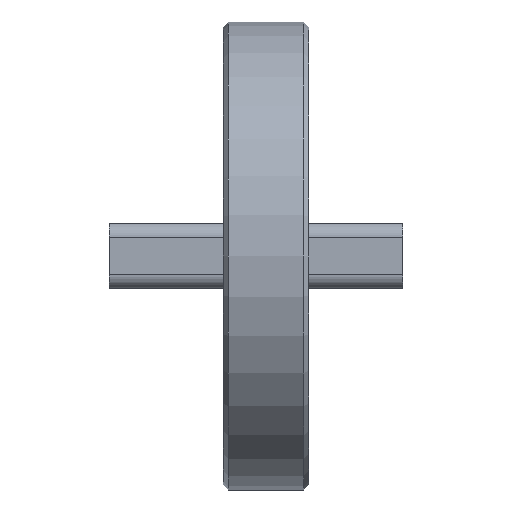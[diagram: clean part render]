
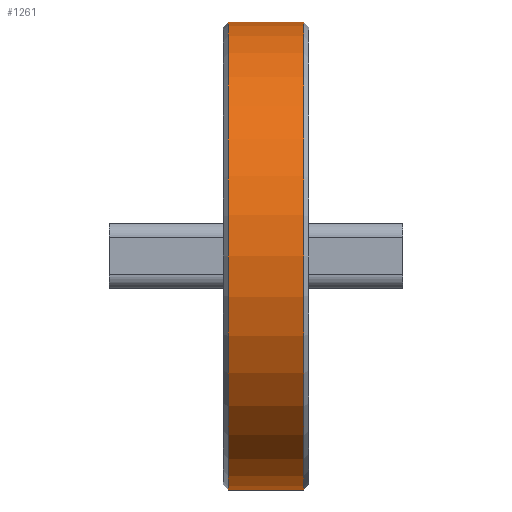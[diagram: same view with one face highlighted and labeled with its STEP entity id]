
A CAD part, left-side view. The second image highlights one B-rep face of the part: STEP entity #1261.
In plain terms, the highlighted cylindrical face has radius 34.925 mm (diameter 69.85 mm), a partial arc.
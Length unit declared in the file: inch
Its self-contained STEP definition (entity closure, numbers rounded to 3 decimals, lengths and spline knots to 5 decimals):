
#37 = VECTOR ( 'NONE', #3492, 39.37008 ) ;
#42 = LINE ( 'NONE', #3616, #37 ) ;
#165 = CIRCLE ( 'NONE', #782, 1.375 ) ;
#186 = CIRCLE ( 'NONE', #797, 1.375 ) ;
#363 = ORIENTED_EDGE ( 'NONE', *, *, #1921, .T. ) ;
#383 = ORIENTED_EDGE ( 'NONE', *, *, #1905, .T. ) ;
#466 = CARTESIAN_POINT ( 'NONE',  ( 0., 0.296, 1.375 ) ) ;
#604 = EDGE_LOOP ( 'NONE', ( #3472, #383, #363, #1277 ) ) ;
#635 = VERTEX_POINT ( 'NONE', #2988 ) ;
#690 = CYLINDRICAL_SURFACE ( 'NONE', #1704, 1.375 ) ;
#715 = FACE_OUTER_BOUND ( 'NONE', #604, .T. ) ;
#782 = AXIS2_PLACEMENT_3D ( 'NONE', #1285, #1126, #1053 ) ;
#797 = AXIS2_PLACEMENT_3D ( 'NONE', #1032, #1115, #965 ) ;
#857 = CARTESIAN_POINT ( 'NONE',  ( 0., -0.176, 0. ) ) ;
#870 = DIRECTION ( 'NONE',  ( 0., 1., 0. ) ) ;
#882 = VERTEX_POINT ( 'NONE', #2019 ) ;
#889 = DIRECTION ( 'NONE',  ( 0., 0., 1. ) ) ;
#965 = DIRECTION ( 'NONE',  ( 0., 0., 1. ) ) ;
#987 = VERTEX_POINT ( 'NONE', #1400 ) ;
#1032 = CARTESIAN_POINT ( 'NONE',  ( 0., 0.296, 0. ) ) ;
#1053 = DIRECTION ( 'NONE',  ( 0., 0., -1. ) ) ;
#1115 = DIRECTION ( 'NONE',  ( 0., -1., 0. ) ) ;
#1126 = DIRECTION ( 'NONE',  ( 0., 1., 0. ) ) ;
#1261 = ADVANCED_FACE ( 'NONE', ( #715 ), #690, .T. ) ;
#1277 = ORIENTED_EDGE ( 'NONE', *, *, #1909, .T. ) ;
#1285 = CARTESIAN_POINT ( 'NONE',  ( 0., -0.146, 0. ) ) ;
#1300 = DIRECTION ( 'NONE',  ( 0., 1., 0. ) ) ;
#1400 = CARTESIAN_POINT ( 'NONE',  ( 0., -0.146, -1.375 ) ) ;
#1416 = VECTOR ( 'NONE', #1300, 39.37008 ) ;
#1524 = CARTESIAN_POINT ( 'NONE',  ( 0., -0.176, -1.375 ) ) ;
#1704 = AXIS2_PLACEMENT_3D ( 'NONE', #857, #870, #889 ) ;
#1885 = LINE ( 'NONE', #1524, #1416 ) ;
#1905 = EDGE_CURVE ( 'NONE', #987, #882, #165, .T. ) ;
#1909 = EDGE_CURVE ( 'NONE', #2764, #635, #186, .T. ) ;
#1921 = EDGE_CURVE ( 'NONE', #882, #2764, #42, .T. ) ;
#2019 = CARTESIAN_POINT ( 'NONE',  ( 0., -0.146, 1.375 ) ) ;
#2353 = EDGE_CURVE ( 'NONE', #987, #635, #1885, .T. ) ;
#2764 = VERTEX_POINT ( 'NONE', #466 ) ;
#2988 = CARTESIAN_POINT ( 'NONE',  ( 0., 0.296, -1.375 ) ) ;
#3472 = ORIENTED_EDGE ( 'NONE', *, *, #2353, .F. ) ;
#3492 = DIRECTION ( 'NONE',  ( 0., 1., 0. ) ) ;
#3616 = CARTESIAN_POINT ( 'NONE',  ( 0., -0.176, 1.375 ) ) ;
